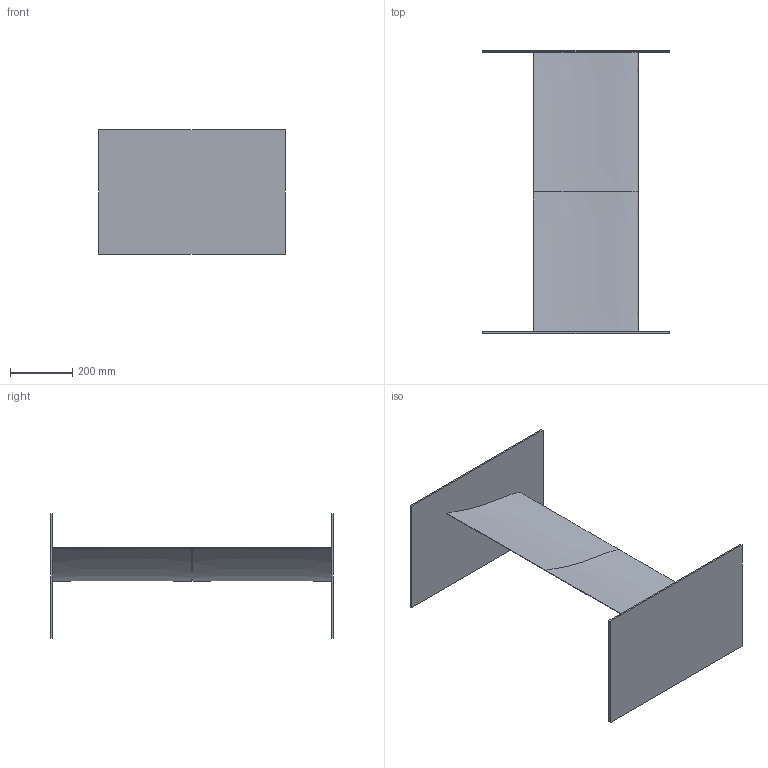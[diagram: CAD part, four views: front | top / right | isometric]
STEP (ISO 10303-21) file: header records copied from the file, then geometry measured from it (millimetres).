
FILE_DESCRIPTION(('CATIA V5 STEP Exchange'),'2;1');
FILE_NAME('1212 15.stp','2019-12-12T13:16:15+00:00',('none'),('none'),'CATIA Version 5 Release 17 (IN-10)','CATIA V5 STEP AP203','none');
FILE_SCHEMA(('CONFIG_CONTROL_DESIGN'));
Length unit declared in the file: millimetre
Products named in the file (1): Product1
Assembly tree (4 placements, depth 2):
  Product1
    #56
    #231
    #406
    #1353
Bounding box: 600 x 910 x 400 mm (x, y, z)
Volume: 10253465.9 mm3; surface area: 1662809.8 mm2
Topology: 4 solids, 4 shells, 22 faces, 42 edges, 28 vertices
Faces by surface type: plane 18, bspline 4
Entity records: 2283 total; most frequent: CARTESIAN_POINT 1750, ORIENTED_EDGE 84, DIRECTION 80, EDGE_CURVE 42, VECTOR 28, LINE 28, VERTEX_POINT 28, AXIS2_PLACEMENT_3D 26
